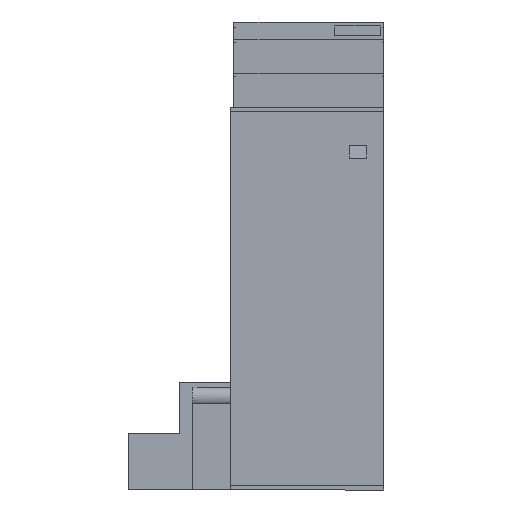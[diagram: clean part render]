
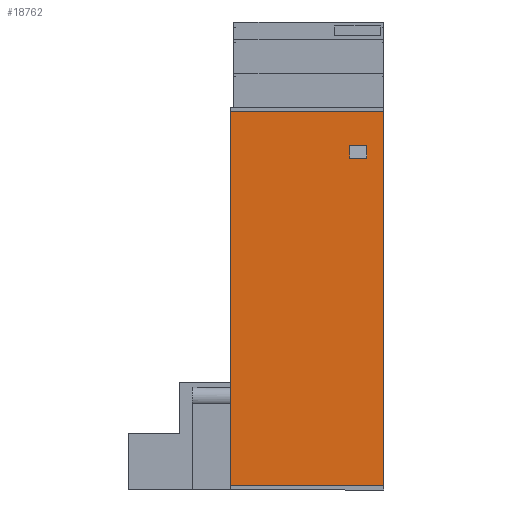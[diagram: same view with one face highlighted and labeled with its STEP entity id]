
A CAD part, left-side view. The second image highlights one B-rep face of the part: STEP entity #18762.
In plain terms, the highlighted face is planar.
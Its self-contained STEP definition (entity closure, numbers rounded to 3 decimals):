
#752=FACE_BOUND('',#3514,.T.);
#1097=PLANE('',#20438);
#1971=FACE_OUTER_BOUND('',#3513,.T.);
#3513=EDGE_LOOP('',(#15329,#15330,#15331,#15332));
#3514=EDGE_LOOP('',(#15333,#15334,#15335,#15336));
#4763=LINE('',#28526,#6617);
#4767=LINE('',#28534,#6621);
#4770=LINE('',#28540,#6624);
#4773=LINE('',#28545,#6627);
#4779=LINE('',#28559,#6633);
#4780=LINE('',#28561,#6634);
#4781=LINE('',#28563,#6635);
#4782=LINE('',#28564,#6636);
#6617=VECTOR('',#23721,1000.);
#6621=VECTOR('',#23727,1000.);
#6624=VECTOR('',#23732,1000.);
#6627=VECTOR('',#23737,1000.);
#6633=VECTOR('',#23747,1000.);
#6634=VECTOR('',#23748,1000.);
#6635=VECTOR('',#23749,1000.);
#6636=VECTOR('',#23750,1000.);
#9411=VERTEX_POINT('',#28524);
#9412=VERTEX_POINT('',#28525);
#9415=VERTEX_POINT('',#28533);
#9417=VERTEX_POINT('',#28539);
#9423=VERTEX_POINT('',#28557);
#9424=VERTEX_POINT('',#28558);
#9425=VERTEX_POINT('',#28560);
#9426=VERTEX_POINT('',#28562);
#11524=EDGE_CURVE('',#9411,#9412,#4763,.T.);
#11528=EDGE_CURVE('',#9412,#9415,#4767,.T.);
#11531=EDGE_CURVE('',#9415,#9417,#4770,.T.);
#11534=EDGE_CURVE('',#9417,#9411,#4773,.T.);
#11540=EDGE_CURVE('',#9423,#9424,#4779,.T.);
#11541=EDGE_CURVE('',#9424,#9425,#4780,.T.);
#11542=EDGE_CURVE('',#9425,#9426,#4781,.T.);
#11543=EDGE_CURVE('',#9426,#9423,#4782,.T.);
#15329=ORIENTED_EDGE('',*,*,#11524,.F.);
#15330=ORIENTED_EDGE('',*,*,#11534,.F.);
#15331=ORIENTED_EDGE('',*,*,#11531,.F.);
#15332=ORIENTED_EDGE('',*,*,#11528,.F.);
#15333=ORIENTED_EDGE('',*,*,#11540,.T.);
#15334=ORIENTED_EDGE('',*,*,#11541,.T.);
#15335=ORIENTED_EDGE('',*,*,#11542,.T.);
#15336=ORIENTED_EDGE('',*,*,#11543,.T.);
#18762=ADVANCED_FACE('',(#1971,#752),#1097,.T.);
#20438=AXIS2_PLACEMENT_3D('',#28556,#23745,#23746);
#23721=DIRECTION('',(0.,1.,0.));
#23727=DIRECTION('',(-1.,0.,0.));
#23732=DIRECTION('',(0.,-1.,0.));
#23737=DIRECTION('',(1.,0.,0.));
#23745=DIRECTION('center_axis',(0.,0.,-1.));
#23746=DIRECTION('ref_axis',(-1.,0.,0.));
#23747=DIRECTION('',(0.,-1.,0.));
#23748=DIRECTION('',(1.,0.,0.));
#23749=DIRECTION('',(0.,1.,0.));
#23750=DIRECTION('',(-1.,0.,0.));
#28524=CARTESIAN_POINT('',(90.,-220.,-50.));
#28525=CARTESIAN_POINT('',(90.,220.,-50.));
#28526=CARTESIAN_POINT('',(90.,-220.,-50.));
#28533=CARTESIAN_POINT('',(-90.,220.,-50.));
#28534=CARTESIAN_POINT('',(-90.,220.,-50.));
#28539=CARTESIAN_POINT('',(-90.,-220.,-50.));
#28540=CARTESIAN_POINT('',(-90.,-220.,-50.));
#28545=CARTESIAN_POINT('',(-90.,-220.,-50.));
#28556=CARTESIAN_POINT('Origin',(0.,0.,-50.));
#28557=CARTESIAN_POINT('',(-70.,180.,-50.));
#28558=CARTESIAN_POINT('',(-70.,165.,-50.));
#28559=CARTESIAN_POINT('',(-70.,165.,-50.));
#28560=CARTESIAN_POINT('',(-50.,165.,-50.));
#28561=CARTESIAN_POINT('',(-50.,165.,-50.));
#28562=CARTESIAN_POINT('',(-50.,180.,-50.));
#28563=CARTESIAN_POINT('',(-50.,165.,-50.));
#28564=CARTESIAN_POINT('',(-50.,180.,-50.));
